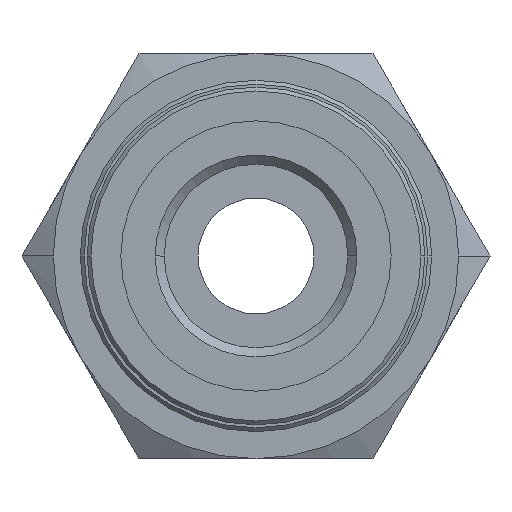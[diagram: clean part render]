
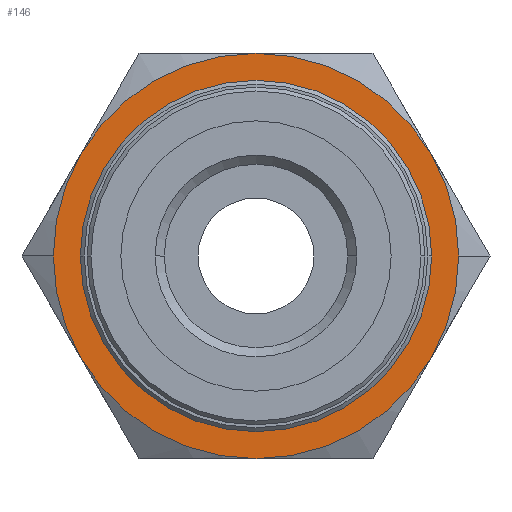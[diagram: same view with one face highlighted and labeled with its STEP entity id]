
A CAD part, front view. The second image highlights one B-rep face of the part: STEP entity #146.
In plain terms, the highlighted planar face has unit normal (0, -1, 0).
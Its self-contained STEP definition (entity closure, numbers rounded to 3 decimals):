
#146=ADVANCED_FACE('',(#333,#334),#335,.T.);
#333=FACE_BOUND('',#560,.T.);
#334=FACE_OUTER_BOUND('',#561,.T.);
#335=PLANE('',#562);
#560=EDGE_LOOP('',(#908,#909));
#561=EDGE_LOOP('',(#910,#911,#912,#913,#914,#915,#916,#917));
#562=AXIS2_PLACEMENT_3D('',#918,#919,#920);
#908=ORIENTED_EDGE('',*,*,#1327,.T.);
#909=ORIENTED_EDGE('',*,*,#1386,.T.);
#910=ORIENTED_EDGE('',*,*,#1387,.T.);
#911=ORIENTED_EDGE('',*,*,#1374,.T.);
#912=ORIENTED_EDGE('',*,*,#1388,.T.);
#913=ORIENTED_EDGE('',*,*,#1389,.T.);
#914=ORIENTED_EDGE('',*,*,#1344,.T.);
#915=ORIENTED_EDGE('',*,*,#1390,.T.);
#916=ORIENTED_EDGE('',*,*,#1383,.T.);
#917=ORIENTED_EDGE('',*,*,#1391,.T.);
#918=CARTESIAN_POINT('',(-5.25,25.1,0.0));
#919=DIRECTION('',(0.,-1.0,0.0));
#920=DIRECTION('',(-1.0,0.,0.0));
#1327=EDGE_CURVE('',#1582,#1580,#1583,.T.);
#1344=EDGE_CURVE('',#1498,#1606,#1608,.T.);
#1374=EDGE_CURVE('',#1651,#1653,#1655,.T.);
#1383=EDGE_CURVE('',#1666,#1664,#1667,.T.);
#1386=EDGE_CURVE('',#1580,#1582,#1670,.T.);
#1387=EDGE_CURVE('',#1671,#1651,#1672,.T.);
#1388=EDGE_CURVE('',#1653,#1508,#1673,.T.);
#1389=EDGE_CURVE('',#1508,#1498,#1674,.T.);
#1390=EDGE_CURVE('',#1606,#1666,#1675,.T.);
#1391=EDGE_CURVE('',#1664,#1671,#1676,.T.);
#1498=VERTEX_POINT('',#1816);
#1508=VERTEX_POINT('',#1871);
#1580=VERTEX_POINT('',#1994);
#1582=VERTEX_POINT('',#1997);
#1583=CIRCLE('',#1998,8.0);
#1606=VERTEX_POINT('',#2024);
#1608=CIRCLE('',#2027,10.5);
#1651=VERTEX_POINT('',#2078);
#1653=VERTEX_POINT('',#2081);
#1655=CIRCLE('',#2094,10.5);
#1664=VERTEX_POINT('',#2103);
#1666=VERTEX_POINT('',#2116);
#1667=CIRCLE('',#2117,10.5);
#1670=CIRCLE('',#2131,8.0);
#1671=VERTEX_POINT('',#2132);
#1672=CIRCLE('',#2133,10.5);
#1673=CIRCLE('',#2134,10.5);
#1674=CIRCLE('',#2135,10.5);
#1675=CIRCLE('',#2136,10.5);
#1676=CIRCLE('',#2137,10.5);
#1816=CARTESIAN_POINT('',(9.093,25.1,-5.25));
#1871=CARTESIAN_POINT('',(0.,25.1,-10.5));
#1994=CARTESIAN_POINT('',(8.0,25.1,0.));
#1997=CARTESIAN_POINT('',(-8.0,25.1,0.));
#1998=AXIS2_PLACEMENT_3D('',#2491,#2492,#2493);
#2024=CARTESIAN_POINT('',(10.5,25.1,0.));
#2027=AXIS2_PLACEMENT_3D('',#2522,#2523,#2524);
#2078=CARTESIAN_POINT('',(-10.5,25.1,0.));
#2081=CARTESIAN_POINT('',(-9.093,25.1,-5.25));
#2094=AXIS2_PLACEMENT_3D('',#2567,#2568,#2569);
#2103=CARTESIAN_POINT('',(0.,25.1,10.5));
#2116=CARTESIAN_POINT('',(9.093,25.1,5.25));
#2117=AXIS2_PLACEMENT_3D('',#2582,#2583,#2584);
#2131=AXIS2_PLACEMENT_3D('',#2585,#2586,#2587);
#2132=CARTESIAN_POINT('',(-9.093,25.1,5.25));
#2133=AXIS2_PLACEMENT_3D('',#2588,#2589,#2590);
#2134=AXIS2_PLACEMENT_3D('',#2591,#2592,#2593);
#2135=AXIS2_PLACEMENT_3D('',#2594,#2595,#2596);
#2136=AXIS2_PLACEMENT_3D('',#2597,#2598,#2599);
#2137=AXIS2_PLACEMENT_3D('',#2600,#2601,#2602);
#2491=CARTESIAN_POINT('',(0.0,25.1,0.0));
#2492=DIRECTION('',(0.,1.0,0.0));
#2493=DIRECTION('',(1.0,0.,0.0));
#2522=CARTESIAN_POINT('',(0.,25.1,0.0));
#2523=DIRECTION('',(0.,-1.0,0.0));
#2524=DIRECTION('',(-1.0,0.,0.0));
#2567=CARTESIAN_POINT('',(0.,25.1,0.0));
#2568=DIRECTION('',(0.,-1.0,0.0));
#2569=DIRECTION('',(-1.0,0.,0.0));
#2582=CARTESIAN_POINT('',(0.,25.1,0.0));
#2583=DIRECTION('',(0.,-1.0,0.0));
#2584=DIRECTION('',(-1.0,0.,0.0));
#2585=CARTESIAN_POINT('',(0.0,25.1,0.0));
#2586=DIRECTION('',(0.,1.0,0.0));
#2587=DIRECTION('',(1.0,0.,0.0));
#2588=CARTESIAN_POINT('',(0.,25.1,0.0));
#2589=DIRECTION('',(0.,-1.0,0.0));
#2590=DIRECTION('',(-1.0,0.,0.0));
#2591=CARTESIAN_POINT('',(0.,25.1,0.0));
#2592=DIRECTION('',(0.,-1.0,0.0));
#2593=DIRECTION('',(-1.0,0.,0.0));
#2594=CARTESIAN_POINT('',(0.,25.1,0.0));
#2595=DIRECTION('',(0.,-1.0,0.0));
#2596=DIRECTION('',(-1.0,0.,0.0));
#2597=CARTESIAN_POINT('',(0.,25.1,0.0));
#2598=DIRECTION('',(0.,-1.0,0.0));
#2599=DIRECTION('',(-1.0,0.,0.0));
#2600=CARTESIAN_POINT('',(0.,25.1,0.0));
#2601=DIRECTION('',(0.,-1.0,0.0));
#2602=DIRECTION('',(-1.0,0.,0.0));
